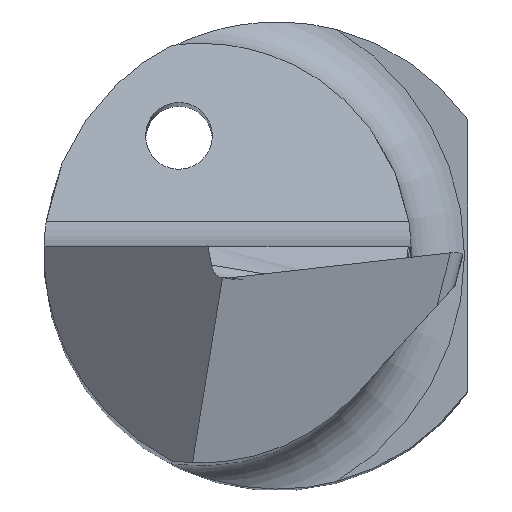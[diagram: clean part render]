
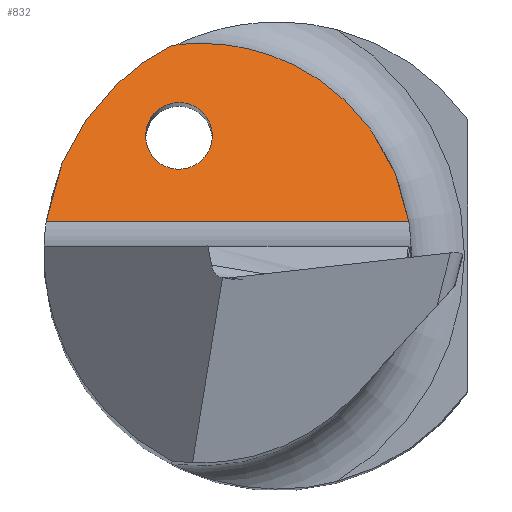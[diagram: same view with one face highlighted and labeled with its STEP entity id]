
A CAD part, top view. The second image highlights one B-rep face of the part: STEP entity #832.
In plain terms, the highlighted planar face has unit normal (0, 0.766, 0.643).
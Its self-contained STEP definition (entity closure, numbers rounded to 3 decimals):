
#20 = CARTESIAN_POINT ( 'NONE',  ( -2.631, 2.589, 31.632 ) ) ;
#76 = DIRECTION ( 'NONE',  ( 1., 0., 0. ) ) ;
#87 =( BOUNDED_CURVE ( )  B_SPLINE_CURVE ( 3, ( #344, #622, #283, #611 ),
 .UNSPECIFIED., .F., .T. ) 
 B_SPLINE_CURVE_WITH_KNOTS ( ( 4, 4 ),
 ( 4.864, 6.422 ),
 .UNSPECIFIED. ) 
 CURVE ( )  GEOMETRIC_REPRESENTATION_ITEM ( )  RATIONAL_B_SPLINE_CURVE ( ( 1., 0.808, 0.808, 1. ) ) 
 REPRESENTATION_ITEM ( '' )  );
#99 = CARTESIAN_POINT ( 'NONE',  ( -1.587, 3.12, 30.999 ) ) ;
#107 =( BOUNDED_CURVE ( )  B_SPLINE_CURVE ( 3, ( #334, #394, #268, #581, #382, #599, #790 ),
 .UNSPECIFIED., .T., .T. ) 
 B_SPLINE_CURVE_WITH_KNOTS ( ( 4, 3, 4 ),
 ( 0., 3.142, 6.283 ),
 .UNSPECIFIED. ) 
 CURVE ( )  GEOMETRIC_REPRESENTATION_ITEM ( )  RATIONAL_B_SPLINE_CURVE ( ( 1., 0.333, 0.333, 1., 0.333, 0.333, 1. ) ) 
 REPRESENTATION_ITEM ( '' )  );
#118 =( BOUNDED_CURVE ( )  B_SPLINE_CURVE ( 3, ( #348, #299, #20, #629 ),
 .UNSPECIFIED., .F., .T. ) 
 B_SPLINE_CURVE_WITH_KNOTS ( ( 4, 4 ),
 ( 4.848, 5.813 ),
 .UNSPECIFIED. ) 
 CURVE ( )  GEOMETRIC_REPRESENTATION_ITEM ( )  RATIONAL_B_SPLINE_CURVE ( ( 1., 0.924, 0.924, 1. ) ) 
 REPRESENTATION_ITEM ( '' )  );
#146 = LINE ( 'NONE', #406, #327 ) ;
#153 = ORIENTED_EDGE ( 'NONE', *, *, #259, .T. ) ;
#168 = CARTESIAN_POINT ( 'NONE',  ( -3.5, 0.474, 34.152 ) ) ;
#175 = FACE_OUTER_BOUND ( 'NONE', #386, .T. ) ;
#186 = EDGE_LOOP ( 'NONE', ( #461 ) ) ;
#232 = CARTESIAN_POINT ( 'NONE',  ( 1.964, 0.474, 34.152 ) ) ;
#259 = EDGE_CURVE ( 'NONE', #680, #788, #146, .T. ) ;
#260 = AXIS2_PLACEMENT_3D ( 'NONE', #168, #564, #372 ) ;
#268 = CARTESIAN_POINT ( 'NONE',  ( -2.478, 1.262, 33.213 ) ) ;
#283 = CARTESIAN_POINT ( 'NONE',  ( 0.223, 3.373, 30.697 ) ) ;
#286 = ORIENTED_EDGE ( 'NONE', *, *, #692, .T. ) ;
#299 = CARTESIAN_POINT ( 'NONE',  ( -3.309, 1.634, 32.769 ) ) ;
#327 = VECTOR ( 'NONE', #76, 1000. ) ;
#334 = CARTESIAN_POINT ( 'NONE',  ( -1.478, 2.262, 32.021 ) ) ;
#341 = ORIENTED_EDGE ( 'NONE', *, *, #859, .F. ) ;
#344 = CARTESIAN_POINT ( 'NONE',  ( 1.964, 0.474, 34.152 ) ) ;
#348 = CARTESIAN_POINT ( 'NONE',  ( -3.468, 0.474, 34.152 ) ) ;
#372 = DIRECTION ( 'NONE',  ( 0., 0.643, -0.766 ) ) ;
#382 = CARTESIAN_POINT ( 'NONE',  ( -0.478, 1.262, 33.213 ) ) ;
#386 = EDGE_LOOP ( 'NONE', ( #153, #286, #341 ) ) ;
#394 = CARTESIAN_POINT ( 'NONE',  ( -2.478, 2.262, 32.021 ) ) ;
#406 = CARTESIAN_POINT ( 'NONE',  ( -3.5, 0.474, 34.152 ) ) ;
#426 = VERTEX_POINT ( 'NONE', #752 ) ;
#445 = FACE_BOUND ( 'NONE', #186, .T. ) ;
#461 = ORIENTED_EDGE ( 'NONE', *, *, #561, .F. ) ;
#561 = EDGE_CURVE ( 'NONE', #426, #426, #107, .T. ) ;
#564 = DIRECTION ( 'NONE',  ( 0., -0.766, -0.643 ) ) ;
#581 = CARTESIAN_POINT ( 'NONE',  ( -1.478, 1.262, 33.213 ) ) ;
#599 = CARTESIAN_POINT ( 'NONE',  ( -0.478, 2.262, 32.021 ) ) ;
#611 = CARTESIAN_POINT ( 'NONE',  ( -1.587, 3.12, 30.999 ) ) ;
#617 = CARTESIAN_POINT ( 'NONE',  ( -3.468, 0.474, 34.152 ) ) ;
#622 = CARTESIAN_POINT ( 'NONE',  ( 1.689, 2.281, 31.998 ) ) ;
#629 = CARTESIAN_POINT ( 'NONE',  ( -1.587, 3.12, 30.999 ) ) ;
#680 = VERTEX_POINT ( 'NONE', #617 ) ;
#692 = EDGE_CURVE ( 'NONE', #788, #729, #87, .T. ) ;
#729 = VERTEX_POINT ( 'NONE', #99 ) ;
#752 = CARTESIAN_POINT ( 'NONE',  ( -1.478, 2.262, 32.021 ) ) ;
#767 = PLANE ( 'NONE',  #260 ) ;
#788 = VERTEX_POINT ( 'NONE', #232 ) ;
#790 = CARTESIAN_POINT ( 'NONE',  ( -1.478, 2.262, 32.021 ) ) ;
#832 = ADVANCED_FACE ( 'NONE', ( #445, #175 ), #767, .F. ) ;
#859 = EDGE_CURVE ( 'NONE', #680, #729, #118, .T. ) ;
